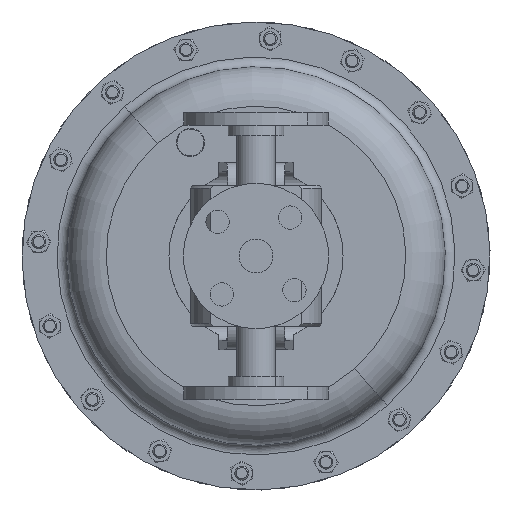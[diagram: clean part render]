
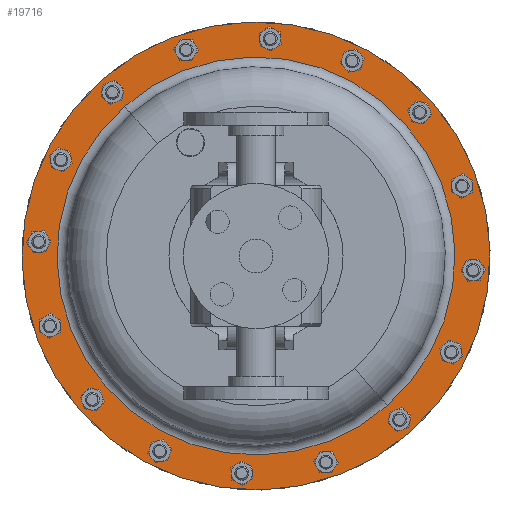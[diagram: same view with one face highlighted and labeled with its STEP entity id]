
A CAD part, front view. The second image highlights one B-rep face of the part: STEP entity #19716.
In plain terms, the highlighted planar face has unit normal (0, -1, 0).
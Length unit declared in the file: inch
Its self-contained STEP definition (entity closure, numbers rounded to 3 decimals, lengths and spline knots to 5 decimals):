
#776 = VERTEX_POINT ( 'NONE', #18117 ) ;
#3018 = AXIS2_PLACEMENT_3D ( 'NONE', #21055, #8764, #23253 ) ;
#3168 = VERTEX_POINT ( 'NONE', #17245 ) ;
#3871 = DIRECTION ( 'NONE',  ( 0., 1., 0. ) ) ;
#4069 = ORIENTED_EDGE ( 'NONE', *, *, #11970, .F. ) ;
#4157 = ORIENTED_EDGE ( 'NONE', *, *, #26449, .F. ) ;
#4484 = ORIENTED_EDGE ( 'NONE', *, *, #17789, .T. ) ;
#5494 = CARTESIAN_POINT ( 'NONE',  ( 0., 9.577, -1.875 ) ) ;
#6419 = FACE_OUTER_BOUND ( 'NONE', #18765, .T. ) ;
#7073 = FACE_BOUND ( 'NONE', #7828, .T. ) ;
#7604 = DIRECTION ( 'NONE',  ( -0.659, 0., 0.752 ) ) ;
#7828 = EDGE_LOOP ( 'NONE', ( #4484, #15697 ) ) ;
#8271 = CIRCLE ( 'NONE', #18576, 6.25 ) ;
#8764 = DIRECTION ( 'NONE',  ( 0., -1., 0. ) ) ;
#9164 = DIRECTION ( 'NONE',  ( 0., 1., 0. ) ) ;
#9568 = CARTESIAN_POINT ( 'NONE',  ( -3.50442, 9.577, 2.12103 ) ) ;
#10888 = DIRECTION ( 'NONE',  ( 0., 1., 0. ) ) ;
#11970 = EDGE_CURVE ( 'NONE', #17756, #3168, #8271, .T. ) ;
#13231 = CIRCLE ( 'NONE', #13663, 5.315 ) ;
#13622 = CIRCLE ( 'NONE', #19243, 5.315 ) ;
#13663 = AXIS2_PLACEMENT_3D ( 'NONE', #23302, #10888, #25391 ) ;
#14914 = PLANE ( 'NONE',  #3018 ) ;
#15697 = ORIENTED_EDGE ( 'NONE', *, *, #24406, .T. ) ;
#16292 = CARTESIAN_POINT ( 'NONE',  ( 0., 9.577, -1.875 ) ) ;
#17245 = CARTESIAN_POINT ( 'NONE',  ( 4.12091, 9.577, -6.574 ) ) ;
#17756 = VERTEX_POINT ( 'NONE', #25217 ) ;
#17789 = EDGE_CURVE ( 'NONE', #26853, #776, #13231, .T. ) ;
#18117 = CARTESIAN_POINT ( 'NONE',  ( 3.50442, 9.577, -5.87103 ) ) ;
#18364 = DIRECTION ( 'NONE',  ( -0.659, 0., 0.752 ) ) ;
#18576 = AXIS2_PLACEMENT_3D ( 'NONE', #5494, #19996, #7604 ) ;
#18765 = EDGE_LOOP ( 'NONE', ( #4069, #4157 ) ) ;
#19243 = AXIS2_PLACEMENT_3D ( 'NONE', #21536, #9164, #23659 ) ;
#19716 = ADVANCED_FACE ( 'NONE', ( #7073, #6419 ), #14914, .T. ) ;
#19996 = DIRECTION ( 'NONE',  ( 0., 1., 0. ) ) ;
#21055 = CARTESIAN_POINT ( 'NONE',  ( 4.699, 9.577, 2.24591 ) ) ;
#21536 = CARTESIAN_POINT ( 'NONE',  ( 0., 9.577, -1.875 ) ) ;
#21955 = CIRCLE ( 'NONE', #25547, 6.25 ) ;
#23253 = DIRECTION ( 'NONE',  ( 0.659, 0., -0.752 ) ) ;
#23302 = CARTESIAN_POINT ( 'NONE',  ( 0., 9.577, -1.875 ) ) ;
#23659 = DIRECTION ( 'NONE',  ( -0.659, 0., 0.752 ) ) ;
#24406 = EDGE_CURVE ( 'NONE', #776, #26853, #13622, .T. ) ;
#25217 = CARTESIAN_POINT ( 'NONE',  ( -4.12091, 9.577, 2.824 ) ) ;
#25391 = DIRECTION ( 'NONE',  ( -0.659, 0., 0.752 ) ) ;
#25547 = AXIS2_PLACEMENT_3D ( 'NONE', #16292, #3871, #18364 ) ;
#26449 = EDGE_CURVE ( 'NONE', #3168, #17756, #21955, .T. ) ;
#26853 = VERTEX_POINT ( 'NONE', #9568 ) ;
